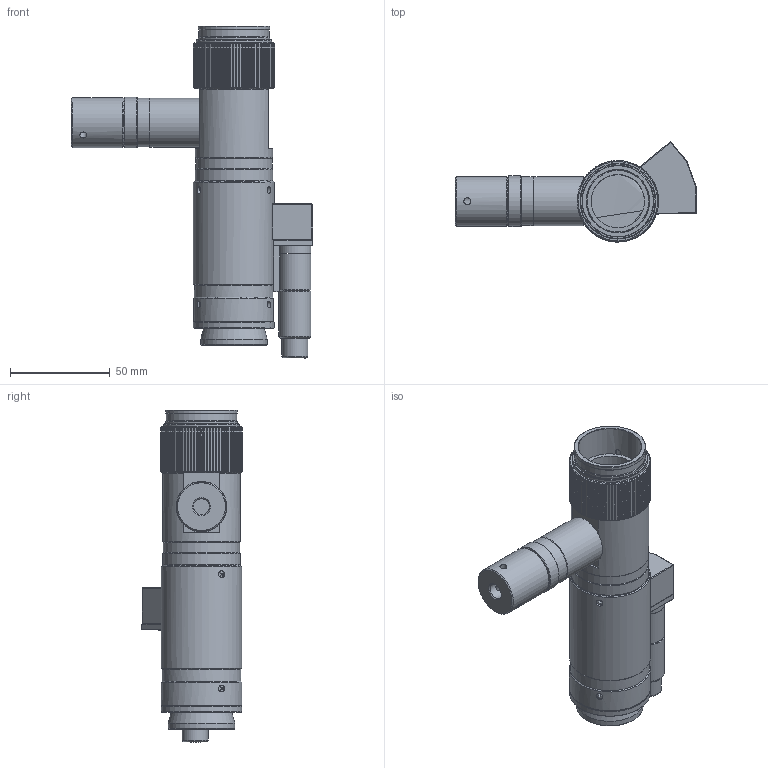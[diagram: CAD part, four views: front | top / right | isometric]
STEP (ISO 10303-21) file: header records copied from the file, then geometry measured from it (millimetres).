
FILE_DESCRIPTION (( 'STEP AP203' ), '1' );
FILE_NAME ('693031.STEP', '2024-07-15T02:39:42', ( 'Windows User' ), ( 'P R C' ), 'SwSTEP 2.0', 'SolidWorks 2020', '' );
FILE_SCHEMA (( 'CONFIG_CONTROL_DESIGN' ));
Length unit declared in the file: millimetre
Products named in the file (1): 693031
Bounding box: 121 x 50.32 x 166.6 mm (x, y, z)
Surface area: 51561.1 mm2 (no closed solid volume)
Topology: 0 solids, 28 shells, 471 faces, 1483 edges, 1036 vertices
Faces by surface type: plane 292, cylinder 131, cone 34, bspline 10, torus 4
Full cylindrical faces by diameter (mm): 1.6 x2, 2.3 x2, 3.3 x1, 3.5 x8, 4.5 x2, 5 x7, 8 x1, 13 x1, 16 x3, 24.4 x1, 24.5 x1, 25 x1, 25.4 x1, 26.76 x1, 27.96 x1, 29 x1, 31.5 x1, 33.3 x1, 34 x1, 34.8 x1, 35.4 x1, 36 x2, 38 x1, 38.4 x1, 39 x2, 40.6 x2
Entity records: 81368 total; most frequent: CARTESIAN_POINT 69485, ORIENTED_EDGE 2455, DIRECTION 2067, EDGE_CURVE 1360, VERTEX_POINT 995, AXIS2_PLACEMENT_3D 741, EDGE_LOOP 639, VECTOR 585
